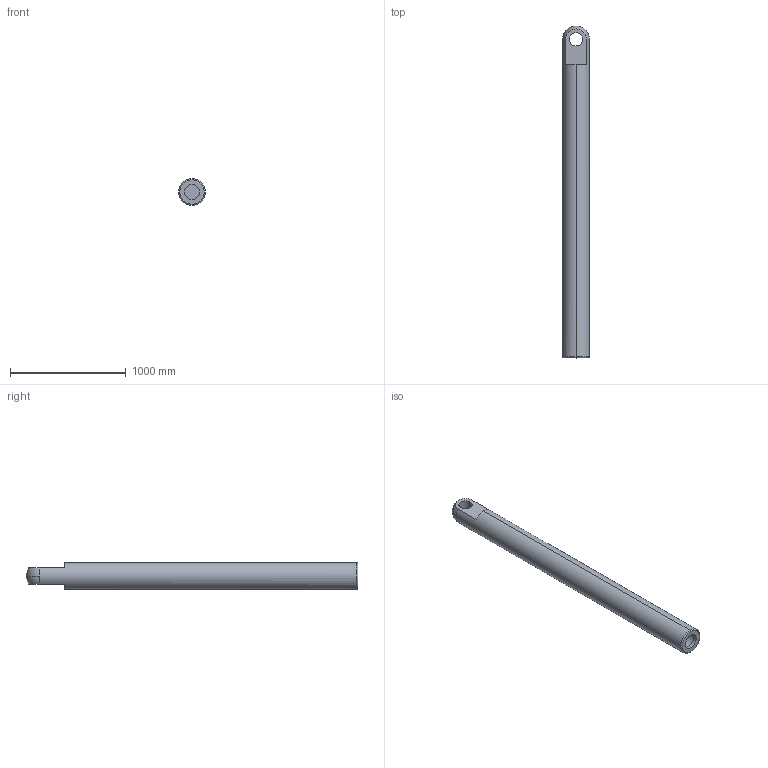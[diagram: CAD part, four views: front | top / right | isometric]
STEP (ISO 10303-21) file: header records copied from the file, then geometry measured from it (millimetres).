
FILE_DESCRIPTION (( 'STEP AP203' ), '1' );
FILE_NAME ('10. Hydraulic Cylinder 02_Default_sldprt.STEP', '2023-03-20T06:30:01', ( '' ), ( '' ), 'SwSTEP 2.0', 'SolidWorks 2019', '' );
FILE_SCHEMA (( 'CONFIG_CONTROL_DESIGN' ));
Length unit declared in the file: millimetre
Products named in the file (1): 10. Hydraulic Cylinder 02_Default_sldprt
Bounding box: 230 x 2870 x 230 mm (x, y, z)
Volume: 62114358.1 mm3; surface area: 3411704.2 mm2
Topology: 1 solids, 1 shells, 19 faces, 44 edges, 29 vertices
Faces by surface type: cylinder 8, plane 7, torus 2, sphere 2
Entity records: 641 total; most frequent: DIRECTION 114, CARTESIAN_POINT 93, ORIENTED_EDGE 88, AXIS2_PLACEMENT_3D 50, EDGE_CURVE 44, CIRCLE 30, VERTEX_POINT 29, EDGE_LOOP 23
